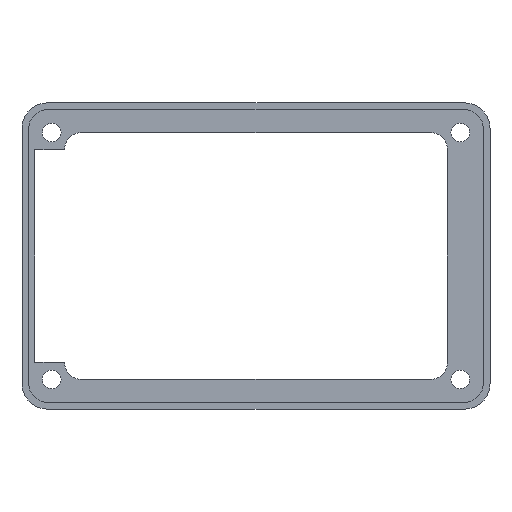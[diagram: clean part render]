
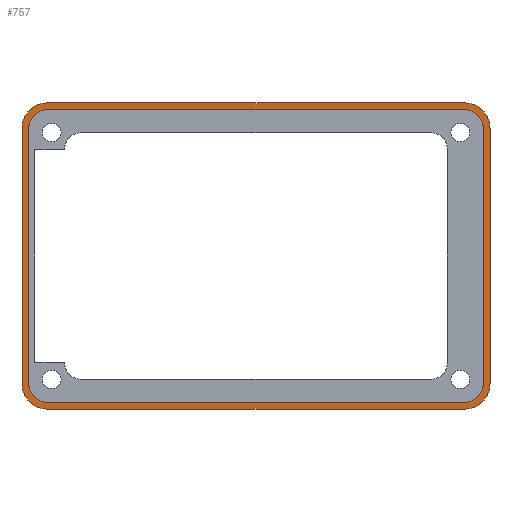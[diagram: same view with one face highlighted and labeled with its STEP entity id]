
A CAD part, front view. The second image highlights one B-rep face of the part: STEP entity #757.
In plain terms, the highlighted planar face has unit normal (0, -1, 0).
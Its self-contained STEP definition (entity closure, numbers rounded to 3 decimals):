
#4 = DIRECTION ( 'NONE',  ( 0., 0., 1. ) ) ;
#7 = LINE ( 'NONE', #1472, #1964 ) ;
#30 = DIRECTION ( 'NONE',  ( 0., 0., 1. ) ) ;
#62 = VERTEX_POINT ( 'NONE', #818 ) ;
#65 = DIRECTION ( 'NONE',  ( 0., 0., 1. ) ) ;
#94 = ORIENTED_EDGE ( 'NONE', *, *, #1846, .T. ) ;
#101 = VECTOR ( 'NONE', #1160, 1000. ) ;
#105 = AXIS2_PLACEMENT_3D ( 'NONE', #322, #1789, #140 ) ;
#109 = EDGE_CURVE ( 'NONE', #1522, #62, #7, .T. ) ;
#115 = VERTEX_POINT ( 'NONE', #1642 ) ;
#140 = DIRECTION ( 'NONE',  ( 0., 0., 1. ) ) ;
#159 = DIRECTION ( 'NONE',  ( 1., 0., 0. ) ) ;
#175 = CARTESIAN_POINT ( 'NONE',  ( 0., -1., 36. ) ) ;
#208 = VERTEX_POINT ( 'NONE', #1174 ) ;
#214 = AXIS2_PLACEMENT_3D ( 'NONE', #1757, #2279, #2257 ) ;
#223 = CARTESIAN_POINT ( 'NONE',  ( -49., -1., -30. ) ) ;
#226 = CARTESIAN_POINT ( 'NONE',  ( 0., -1., 34.4 ) ) ;
#227 = ORIENTED_EDGE ( 'NONE', *, *, #581, .T. ) ;
#234 = CIRCLE ( 'NONE', #2211, 4.4 ) ;
#239 = DIRECTION ( 'NONE',  ( 1., 0., 0. ) ) ;
#244 = VERTEX_POINT ( 'NONE', #354 ) ;
#247 = CARTESIAN_POINT ( 'NONE',  ( -49., -1., 34.4 ) ) ;
#259 = CARTESIAN_POINT ( 'NONE',  ( 55., -1., 0. ) ) ;
#303 = DIRECTION ( 'NONE',  ( 0., 0., 1. ) ) ;
#322 = CARTESIAN_POINT ( 'NONE',  ( -49., -1., 30. ) ) ;
#334 = DIRECTION ( 'NONE',  ( 0., 0., 1. ) ) ;
#342 = ORIENTED_EDGE ( 'NONE', *, *, #2282, .F. ) ;
#354 = CARTESIAN_POINT ( 'NONE',  ( 55., -1., 30. ) ) ;
#400 = VECTOR ( 'NONE', #816, 1000. ) ;
#415 = CARTESIAN_POINT ( 'NONE',  ( 49., -1., -36. ) ) ;
#426 = LINE ( 'NONE', #970, #1323 ) ;
#464 = FACE_BOUND ( 'NONE', #967, .T. ) ;
#469 = EDGE_CURVE ( 'NONE', #2345, #1522, #1327, .T. ) ;
#474 = ORIENTED_EDGE ( 'NONE', *, *, #109, .T. ) ;
#491 = VERTEX_POINT ( 'NONE', #1328 ) ;
#518 = DIRECTION ( 'NONE',  ( 0., 0., 1. ) ) ;
#557 = ORIENTED_EDGE ( 'NONE', *, *, #469, .T. ) ;
#581 = EDGE_CURVE ( 'NONE', #1982, #208, #1304, .T. ) ;
#587 = AXIS2_PLACEMENT_3D ( 'NONE', #2200, #2157, #518 ) ;
#597 = ORIENTED_EDGE ( 'NONE', *, *, #1240, .F. ) ;
#604 = DIRECTION ( 'NONE',  ( 0., 0., 1. ) ) ;
#633 = VECTOR ( 'NONE', #239, 1000. ) ;
#679 = CIRCLE ( 'NONE', #2123, 6. ) ;
#688 = CARTESIAN_POINT ( 'NONE',  ( 49., -1., 30. ) ) ;
#705 = AXIS2_PLACEMENT_3D ( 'NONE', #956, #791, #604 ) ;
#757 = ADVANCED_FACE ( 'NONE', ( #464, #990 ), #1588, .F. ) ;
#767 = AXIS2_PLACEMENT_3D ( 'NONE', #1326, #1541, #2233 ) ;
#790 = CARTESIAN_POINT ( 'NONE',  ( -53.4, -1., -30. ) ) ;
#791 = DIRECTION ( 'NONE',  ( 0., 1., 0. ) ) ;
#816 = DIRECTION ( 'NONE',  ( 1., 0., 0. ) ) ;
#818 = CARTESIAN_POINT ( 'NONE',  ( -53.4, -1., 30. ) ) ;
#841 = VECTOR ( 'NONE', #65, 1000. ) ;
#880 = CARTESIAN_POINT ( 'NONE',  ( 53.4, -1., 30. ) ) ;
#905 = CARTESIAN_POINT ( 'NONE',  ( -49., -1., -34.4 ) ) ;
#914 = EDGE_LOOP ( 'NONE', ( #1428, #1210, #2277, #342, #946, #930, #983, #2127 ) ) ;
#930 = ORIENTED_EDGE ( 'NONE', *, *, #1422, .F. ) ;
#946 = ORIENTED_EDGE ( 'NONE', *, *, #1488, .F. ) ;
#956 = CARTESIAN_POINT ( 'NONE',  ( -49., -1., -30. ) ) ;
#967 = EDGE_LOOP ( 'NONE', ( #557, #474, #2005, #227, #94, #1373, #1458, #597 ) ) ;
#970 = CARTESIAN_POINT ( 'NONE',  ( -55., -1., 0. ) ) ;
#983 = ORIENTED_EDGE ( 'NONE', *, *, #1073, .F. ) ;
#990 = FACE_OUTER_BOUND ( 'NONE', #914, .T. ) ;
#995 = CIRCLE ( 'NONE', #1657, 6. ) ;
#1007 = LINE ( 'NONE', #1381, #1623 ) ;
#1035 = EDGE_CURVE ( 'NONE', #1763, #1206, #2230, .T. ) ;
#1072 = CARTESIAN_POINT ( 'NONE',  ( 49., -1., 36. ) ) ;
#1073 = EDGE_CURVE ( 'NONE', #1765, #115, #426, .T. ) ;
#1144 = VERTEX_POINT ( 'NONE', #1145 ) ;
#1145 = CARTESIAN_POINT ( 'NONE',  ( 49., -1., -34.4 ) ) ;
#1160 = DIRECTION ( 'NONE',  ( 1., 0., 0. ) ) ;
#1174 = CARTESIAN_POINT ( 'NONE',  ( 49., -1., 34.4 ) ) ;
#1181 = DIRECTION ( 'NONE',  ( 0., 0., 1. ) ) ;
#1206 = VERTEX_POINT ( 'NONE', #415 ) ;
#1210 = ORIENTED_EDGE ( 'NONE', *, *, #1315, .T. ) ;
#1237 = CIRCLE ( 'NONE', #587, 4.4 ) ;
#1240 = EDGE_CURVE ( 'NONE', #2345, #1144, #1742, .T. ) ;
#1273 = CARTESIAN_POINT ( 'NONE',  ( -49., -1., -36. ) ) ;
#1304 = LINE ( 'NONE', #226, #633 ) ;
#1307 = DIRECTION ( 'NONE',  ( 0., 0., 1. ) ) ;
#1315 = EDGE_CURVE ( 'NONE', #1206, #2356, #679, .T. ) ;
#1323 = VECTOR ( 'NONE', #1307, 1000. ) ;
#1326 = CARTESIAN_POINT ( 'NONE',  ( 49., -1., -30. ) ) ;
#1327 = CIRCLE ( 'NONE', #705, 4.4 ) ;
#1328 = CARTESIAN_POINT ( 'NONE',  ( 53.4, -1., -30. ) ) ;
#1373 = ORIENTED_EDGE ( 'NONE', *, *, #2104, .F. ) ;
#1381 = CARTESIAN_POINT ( 'NONE',  ( 53.4, -1., 0. ) ) ;
#1383 = VERTEX_POINT ( 'NONE', #880 ) ;
#1422 = EDGE_CURVE ( 'NONE', #115, #1986, #2245, .T. ) ;
#1428 = ORIENTED_EDGE ( 'NONE', *, *, #1035, .T. ) ;
#1453 = CIRCLE ( 'NONE', #767, 4.4 ) ;
#1458 = ORIENTED_EDGE ( 'NONE', *, *, #1574, .F. ) ;
#1472 = CARTESIAN_POINT ( 'NONE',  ( -53.4, -1., 0. ) ) ;
#1481 = DIRECTION ( 'NONE',  ( 0., 1., 0. ) ) ;
#1488 = EDGE_CURVE ( 'NONE', #1986, #1492, #2338, .T. ) ;
#1492 = VERTEX_POINT ( 'NONE', #1072 ) ;
#1511 = EDGE_CURVE ( 'NONE', #2356, #244, #2212, .T. ) ;
#1517 = AXIS2_PLACEMENT_3D ( 'NONE', #2197, #1481, #334 ) ;
#1522 = VERTEX_POINT ( 'NONE', #790 ) ;
#1530 = EDGE_CURVE ( 'NONE', #1763, #1765, #995, .T. ) ;
#1541 = DIRECTION ( 'NONE',  ( 0., -1., 0. ) ) ;
#1574 = EDGE_CURVE ( 'NONE', #1144, #491, #1453, .T. ) ;
#1588 = PLANE ( 'NONE',  #214 ) ;
#1608 = CARTESIAN_POINT ( 'NONE',  ( 55., -1., -30. ) ) ;
#1623 = VECTOR ( 'NONE', #303, 1000. ) ;
#1642 = CARTESIAN_POINT ( 'NONE',  ( -55., -1., 30. ) ) ;
#1657 = AXIS2_PLACEMENT_3D ( 'NONE', #223, #1729, #1181 ) ;
#1659 = DIRECTION ( 'NONE',  ( 0., 1., 0. ) ) ;
#1729 = DIRECTION ( 'NONE',  ( 0., 1., 0. ) ) ;
#1733 = VECTOR ( 'NONE', #159, 1000. ) ;
#1742 = LINE ( 'NONE', #1942, #400 ) ;
#1757 = CARTESIAN_POINT ( 'NONE',  ( 0., -1., 0. ) ) ;
#1763 = VERTEX_POINT ( 'NONE', #1273 ) ;
#1765 = VERTEX_POINT ( 'NONE', #2332 ) ;
#1789 = DIRECTION ( 'NONE',  ( 0., 1., 0. ) ) ;
#1846 = EDGE_CURVE ( 'NONE', #208, #1383, #234, .T. ) ;
#1863 = CARTESIAN_POINT ( 'NONE',  ( -49., -1., 36. ) ) ;
#1890 = CIRCLE ( 'NONE', #1517, 6. ) ;
#1921 = CARTESIAN_POINT ( 'NONE',  ( 49., -1., -30. ) ) ;
#1942 = CARTESIAN_POINT ( 'NONE',  ( 0., -1., -34.4 ) ) ;
#1951 = DIRECTION ( 'NONE',  ( 0., 0., 1. ) ) ;
#1964 = VECTOR ( 'NONE', #30, 1000. ) ;
#1982 = VERTEX_POINT ( 'NONE', #247 ) ;
#1986 = VERTEX_POINT ( 'NONE', #1863 ) ;
#2005 = ORIENTED_EDGE ( 'NONE', *, *, #2360, .T. ) ;
#2053 = CARTESIAN_POINT ( 'NONE',  ( 0., -1., -36. ) ) ;
#2104 = EDGE_CURVE ( 'NONE', #491, #1383, #1007, .T. ) ;
#2115 = DIRECTION ( 'NONE',  ( 0., -1., 0. ) ) ;
#2123 = AXIS2_PLACEMENT_3D ( 'NONE', #1921, #2115, #1951 ) ;
#2127 = ORIENTED_EDGE ( 'NONE', *, *, #1530, .F. ) ;
#2157 = DIRECTION ( 'NONE',  ( 0., 1., 0. ) ) ;
#2197 = CARTESIAN_POINT ( 'NONE',  ( 49., -1., 30. ) ) ;
#2200 = CARTESIAN_POINT ( 'NONE',  ( -49., -1., 30. ) ) ;
#2211 = AXIS2_PLACEMENT_3D ( 'NONE', #688, #1659, #4 ) ;
#2212 = LINE ( 'NONE', #259, #841 ) ;
#2230 = LINE ( 'NONE', #2053, #101 ) ;
#2233 = DIRECTION ( 'NONE',  ( 0., 0., 1. ) ) ;
#2245 = CIRCLE ( 'NONE', #105, 6. ) ;
#2257 = DIRECTION ( 'NONE',  ( 0., 0., 1. ) ) ;
#2277 = ORIENTED_EDGE ( 'NONE', *, *, #1511, .T. ) ;
#2279 = DIRECTION ( 'NONE',  ( 0., 1., 0. ) ) ;
#2282 = EDGE_CURVE ( 'NONE', #1492, #244, #1890, .T. ) ;
#2332 = CARTESIAN_POINT ( 'NONE',  ( -55., -1., -30. ) ) ;
#2338 = LINE ( 'NONE', #175, #1733 ) ;
#2345 = VERTEX_POINT ( 'NONE', #905 ) ;
#2356 = VERTEX_POINT ( 'NONE', #1608 ) ;
#2360 = EDGE_CURVE ( 'NONE', #62, #1982, #1237, .T. ) ;
